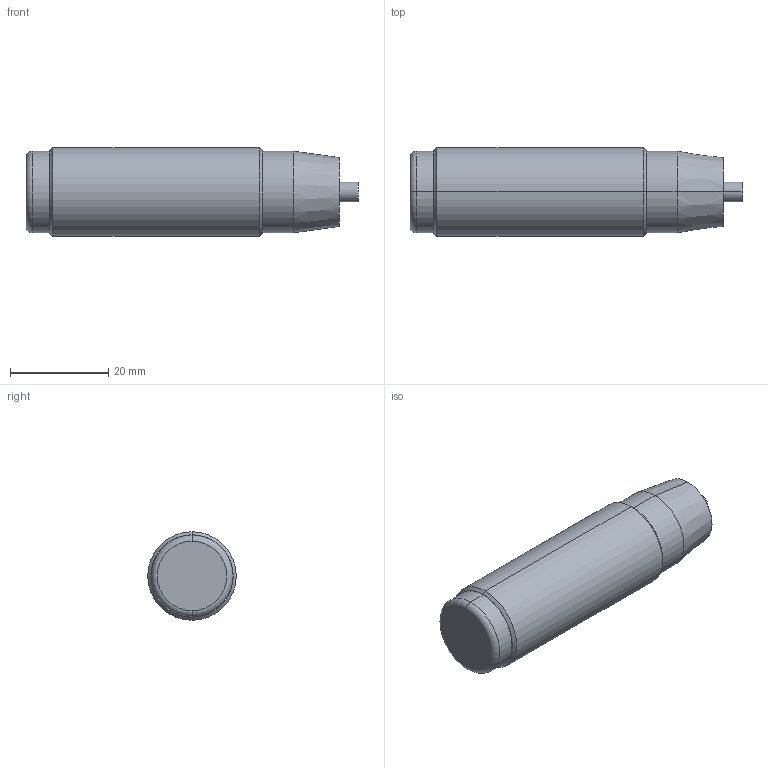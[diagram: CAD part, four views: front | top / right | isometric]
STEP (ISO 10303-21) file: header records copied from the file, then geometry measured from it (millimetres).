
FILE_DESCRIPTION(('starvars output'),'2;1');
FILE_NAME('cv20200406043930000009615.stp','04:39:30 2020/04/06',( 'Thomas Industrial Network Germany GmbH'),( 'Thomas Industrial Network Germany GmbH'),'unknown preprocess','ACIS' ,'unknown authorization');
FILE_SCHEMA(('AUTOMOTIVE_DESIGN_CC2 {UNKNOWN IMPLEMENTATION LEVEL}'));
Length unit declared in the file: millimetre
Products named in the file (1): PRODUCT_ID_1
Bounding box: 67.51 x 18 x 18 mm (x, y, z)
Volume: 15141.6 mm3; surface area: 3901.8 mm2
Topology: 1 solids, 1 shells, 21 faces, 40 edges, 24 vertices
Faces by surface type: cylinder 8, cone 6, plane 5, torus 2
Entity records: 692 total; most frequent: ORIENTED_EDGE 80, DIRECTION 70, CARTESIAN_POINT 66, EDGE_CURVE 40, AXIS2_PLACEMENT_3D 28, VERTEX_POINT 24, EDGE_LOOP 24, FACE_BOUND 24
